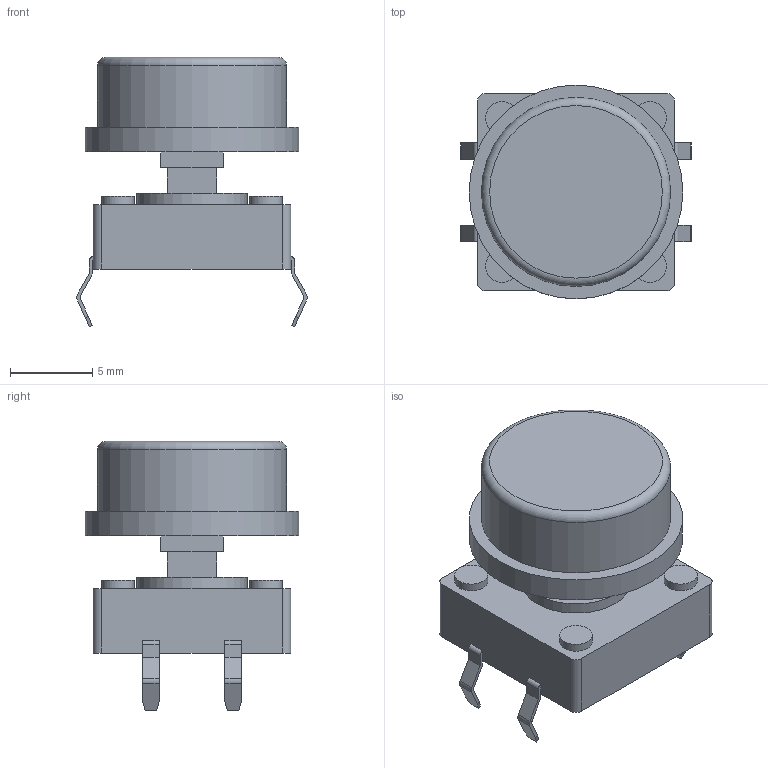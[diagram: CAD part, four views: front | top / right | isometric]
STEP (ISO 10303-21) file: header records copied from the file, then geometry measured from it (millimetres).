
FILE_DESCRIPTION(/* description */ (''),/* implementation_level */ '2;1');
FILE_NAME(/* name */ 'fsm103a_tactile_switch_yellow.step',/* time_stamp */ '2021-04-17T08:50:25+01:00',/* author */ (''),/* organization */ (''),/* preprocessor_version */ 'ST-DEVELOPER v18.1',/* originating_system */ 'Autodesk Translation Framework v10.6.0.1341',/* authorisation */ '');
FILE_SCHEMA (('AUTOMOTIVE_DESIGN { 1 0 10303 214 3 1 1 }'));
Length unit declared in the file: millimetre
Products named in the file (1): (Unsaved)
Bounding box: 14.01 x 13 x 16.37 mm (x, y, z)
Volume: 1262 mm3; surface area: 1161.4 mm2
Topology: 11 solids, 11 shells, 107 faces, 242 edges, 161 vertices
Faces by surface type: plane 78, cylinder 28, torus 1
Full cylindrical faces by diameter (mm): 1.5 x1, 2 x4, 6.7 x1, 11.5 x1, 13 x1
Entity records: 3030 total; most frequent: DIRECTION 516, CARTESIAN_POINT 511, ORIENTED_EDGE 484, EDGE_CURVE 242, LINE 184, VECTOR 184, AXIS2_PLACEMENT_3D 166, VERTEX_POINT 161
